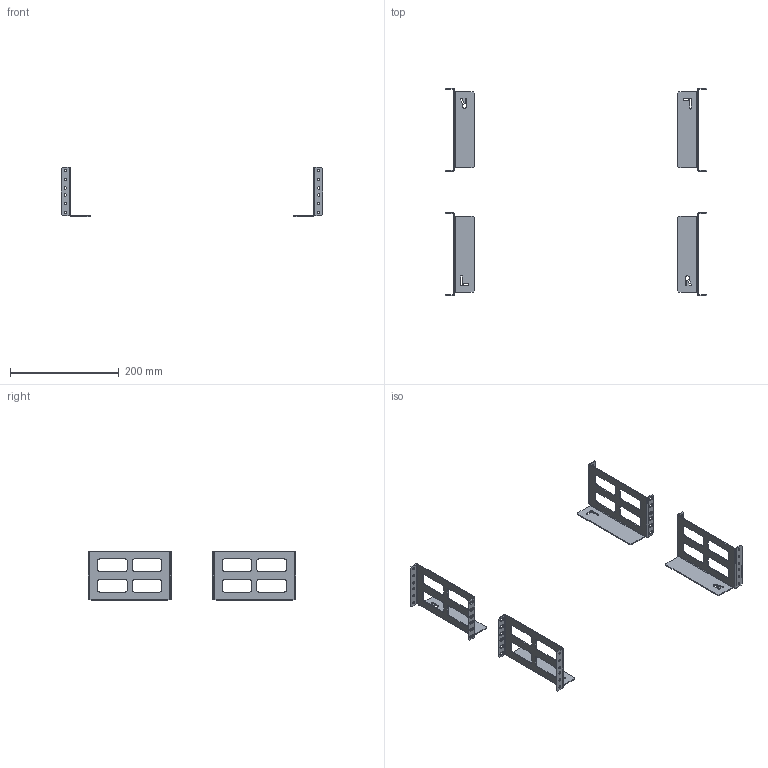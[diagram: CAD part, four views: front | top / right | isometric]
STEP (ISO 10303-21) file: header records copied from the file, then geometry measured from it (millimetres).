
FILE_DESCRIPTION (( 'STEP AP203' ), '1' );
FILE_NAME ('RDAB2U15.step', '2020-11-12T13:00:02', ( 'ADC123' ), ( 'Microsoft' ), 'SwSTEP 2.0', 'SolidWorks 2019', '' );
FILE_SCHEMA (( 'CONFIG_CONTROL_DESIGN' ));
Length unit declared in the file: inch
Products named in the file (1): RDAB2U15
Bounding box: 480.77 x 381 x 90.73 mm (x, y, z)
Volume: 117324.5 mm3; surface area: 139342.7 mm2
Topology: 4 solids, 4 shells, 412 faces, 1196 edges, 792 vertices
Faces by surface type: plane 232, cylinder 180
Full cylindrical faces by diameter (mm): 4.496 x24
Entity records: 13865 total; most frequent: CARTESIAN_POINT 2377, DIRECTION 2358, ORIENTED_EDGE 2344, EDGE_CURVE 1172, VECTOR 812, LINE 812, VERTEX_POINT 792, AXIS2_PLACEMENT_3D 773
